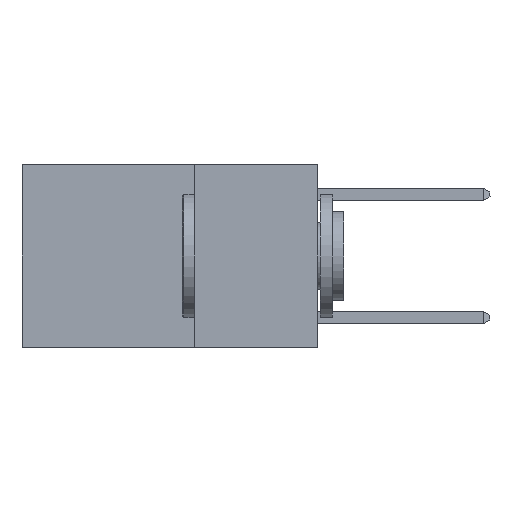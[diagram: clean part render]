
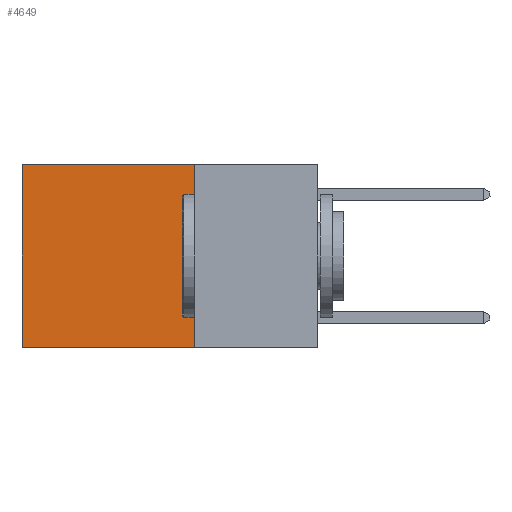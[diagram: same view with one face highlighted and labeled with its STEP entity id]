
A CAD part, left-side view. The second image highlights one B-rep face of the part: STEP entity #4649.
In plain terms, the highlighted planar face has unit normal (-1, 0, 0).
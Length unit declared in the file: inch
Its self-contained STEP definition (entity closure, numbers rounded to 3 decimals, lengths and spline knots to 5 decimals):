
#598 = VECTOR ( 'NONE', #1026, 39.37008 ) ;
#989 = VECTOR ( 'NONE', #4889, 39.37008 ) ;
#1026 = DIRECTION ( 'NONE',  ( 0., 0., -1. ) ) ;
#1237 = EDGE_CURVE ( 'NONE', #7599, #8255, #5336, .T. ) ;
#1248 = AXIS2_PLACEMENT_3D ( 'NONE', #6221, #2523, #2570 ) ;
#1760 = CARTESIAN_POINT ( 'NONE',  ( 0.2625, 0.25, 0. ) ) ;
#1762 = CARTESIAN_POINT ( 'NONE',  ( 0.2625, 0.25, -0.37 ) ) ;
#1976 = LINE ( 'NONE', #7022, #3975 ) ;
#2112 = EDGE_CURVE ( 'NONE', #7478, #8405, #1976, .T. ) ;
#2169 = ORIENTED_EDGE ( 'NONE', *, *, #9031, .F. ) ;
#2523 = DIRECTION ( 'NONE',  ( 1., 0., 0. ) ) ;
#2570 = DIRECTION ( 'NONE',  ( 0., 0., -1. ) ) ;
#2675 = LINE ( 'NONE', #1760, #598 ) ;
#2705 = DIRECTION ( 'NONE',  ( 0., 1., 0. ) ) ;
#3975 = VECTOR ( 'NONE', #2705, 39.37008 ) ;
#4104 = FACE_OUTER_BOUND ( 'NONE', #5960, .T. ) ;
#4139 = CARTESIAN_POINT ( 'NONE',  ( 0.2625, 0.6, 0. ) ) ;
#4305 = CARTESIAN_POINT ( 'NONE',  ( 0.2625, 0.6, 0. ) ) ;
#4561 = EDGE_CURVE ( 'NONE', #8405, #8255, #4750, .T. ) ;
#4649 = ADVANCED_FACE ( 'NONE', ( #4104 ), #6170, .F. ) ;
#4750 = LINE ( 'NONE', #4139, #989 ) ;
#4889 = DIRECTION ( 'NONE',  ( 0., 0., -1. ) ) ;
#5336 = LINE ( 'NONE', #1762, #6299 ) ;
#5850 = CARTESIAN_POINT ( 'NONE',  ( 0.2625, 0.25, -0.37 ) ) ;
#5960 = EDGE_LOOP ( 'NONE', ( #6534, #8643, #2169, #8621 ) ) ;
#6170 = PLANE ( 'NONE',  #1248 ) ;
#6221 = CARTESIAN_POINT ( 'NONE',  ( 0.2625, 0.25, 0. ) ) ;
#6299 = VECTOR ( 'NONE', #7661, 39.37008 ) ;
#6534 = ORIENTED_EDGE ( 'NONE', *, *, #4561, .T. ) ;
#7022 = CARTESIAN_POINT ( 'NONE',  ( 0.2625, 0.25, 0. ) ) ;
#7147 = CARTESIAN_POINT ( 'NONE',  ( 0.2625, 0.25, 0. ) ) ;
#7372 = CARTESIAN_POINT ( 'NONE',  ( 0.2625, 0.6, -0.37 ) ) ;
#7478 = VERTEX_POINT ( 'NONE', #7147 ) ;
#7599 = VERTEX_POINT ( 'NONE', #5850 ) ;
#7661 = DIRECTION ( 'NONE',  ( 0., 1., 0. ) ) ;
#8255 = VERTEX_POINT ( 'NONE', #7372 ) ;
#8405 = VERTEX_POINT ( 'NONE', #4305 ) ;
#8621 = ORIENTED_EDGE ( 'NONE', *, *, #2112, .T. ) ;
#8643 = ORIENTED_EDGE ( 'NONE', *, *, #1237, .F. ) ;
#9031 = EDGE_CURVE ( 'NONE', #7478, #7599, #2675, .T. ) ;
